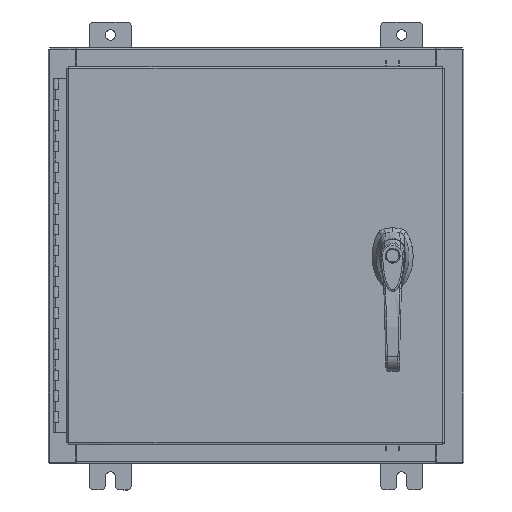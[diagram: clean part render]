
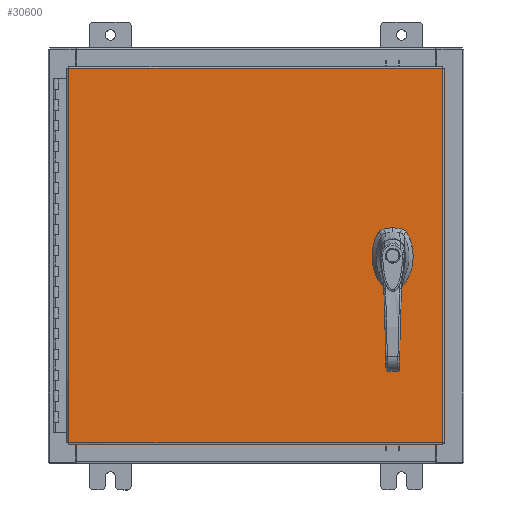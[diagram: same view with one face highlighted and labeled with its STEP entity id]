
A CAD part, top view. The second image highlights one B-rep face of the part: STEP entity #30600.
In plain terms, the highlighted planar face has unit normal (0, 0, 1).
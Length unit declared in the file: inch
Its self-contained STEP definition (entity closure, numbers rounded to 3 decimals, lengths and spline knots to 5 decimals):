
#334 = CARTESIAN_POINT ( 'NONE',  ( 6.981, 0., 0. ) ) ;
#1968 = ORIENTED_EDGE ( 'NONE', *, *, #52291, .T. ) ;
#2023 = CARTESIAN_POINT ( 'NONE',  ( -8.9903, 9.0063, 0. ) ) ;
#3158 = CARTESIAN_POINT ( 'NONE',  ( 6.981, 0.20023, 0. ) ) ;
#3424 = VERTEX_POINT ( 'NONE', #98886 ) ;
#4108 = CARTESIAN_POINT ( 'NONE',  ( -8.9903, -9.0063, 0. ) ) ;
#5330 = LINE ( 'NONE', #56675, #94991 ) ;
#5826 = ORIENTED_EDGE ( 'NONE', *, *, #54798, .F. ) ;
#6597 = VECTOR ( 'NONE', #96630, 39.37008 ) ;
#6649 = DIRECTION ( 'NONE',  ( -1., 0., 0. ) ) ;
#9364 = ORIENTED_EDGE ( 'NONE', *, *, #83464, .F. ) ;
#9683 = VECTOR ( 'NONE', #59285, 39.37008 ) ;
#11985 = FACE_OUTER_BOUND ( 'NONE', #41644, .T. ) ;
#12374 = LINE ( 'NONE', #334, #9683 ) ;
#12700 = CARTESIAN_POINT ( 'NONE',  ( 6.578, 0., 0. ) ) ;
#12840 = DIRECTION ( 'NONE',  ( -1., 0., 0. ) ) ;
#13243 = ORIENTED_EDGE ( 'NONE', *, *, #53082, .F. ) ;
#14739 = CIRCLE ( 'NONE', #27452, 0.1715 ) ;
#15311 = VERTEX_POINT ( 'NONE', #21937 ) ;
#17050 = CARTESIAN_POINT ( 'NONE',  ( -8.9903, 9.0063, 0. ) ) ;
#20212 = VECTOR ( 'NONE', #44425, 39.37008 ) ;
#21082 = CIRCLE ( 'NONE', #69172, 0.45 ) ;
#21223 = DIRECTION ( 'NONE',  ( 1., 0., 0. ) ) ;
#21279 = EDGE_CURVE ( 'NONE', #70450, #26679, #64938, .T. ) ;
#21375 = CARTESIAN_POINT ( 'NONE',  ( 6.578, 0., 0. ) ) ;
#21507 = DIRECTION ( 'NONE',  ( 1., 0., 0. ) ) ;
#21937 = CARTESIAN_POINT ( 'NONE',  ( 6.37777, 0.403, 0. ) ) ;
#25794 = VECTOR ( 'NONE', #108471, 39.37008 ) ;
#26679 = VERTEX_POINT ( 'NONE', #62128 ) ;
#27029 = DIRECTION ( 'NONE',  ( 0., 0., 1. ) ) ;
#27452 = AXIS2_PLACEMENT_3D ( 'NONE', #77409, #27029, #85878 ) ;
#28623 = CARTESIAN_POINT ( 'NONE',  ( 8.9903, 9.0063, 0. ) ) ;
#28885 = CARTESIAN_POINT ( 'NONE',  ( 6.37777, -0.403, 0. ) ) ;
#29139 = LINE ( 'NONE', #37680, #6597 ) ;
#29840 = DIRECTION ( 'NONE',  ( 1., 0., 0. ) ) ;
#30600 = ADVANCED_FACE ( 'NONE', ( #76467, #11985, #31768 ), #48699, .F. ) ;
#31034 = VERTEX_POINT ( 'NONE', #69237 ) ;
#31744 = CARTESIAN_POINT ( 'NONE',  ( 6.7495, -1.338, 0. ) ) ;
#31768 = FACE_BOUND ( 'NONE', #96273, .T. ) ;
#32691 = VECTOR ( 'NONE', #82820, 39.37008 ) ;
#32947 = VERTEX_POINT ( 'NONE', #3158 ) ;
#33564 = VERTEX_POINT ( 'NONE', #69001 ) ;
#35211 = VERTEX_POINT ( 'NONE', #72798 ) ;
#37076 = EDGE_CURVE ( 'NONE', #32947, #31034, #12374, .T. ) ;
#37242 = CARTESIAN_POINT ( 'NONE',  ( 6.175, -0.20023, 0. ) ) ;
#37680 = CARTESIAN_POINT ( 'NONE',  ( 8.9903, -9.0063, 0. ) ) ;
#37816 = EDGE_CURVE ( 'NONE', #32947, #67898, #90012, .T. ) ;
#37863 = ORIENTED_EDGE ( 'NONE', *, *, #41516, .F. ) ;
#38588 = CARTESIAN_POINT ( 'NONE',  ( 6.578, 0., 0. ) ) ;
#39330 = CIRCLE ( 'NONE', #51559, 0.45 ) ;
#39522 = ORIENTED_EDGE ( 'NONE', *, *, #79398, .T. ) ;
#39780 = DIRECTION ( 'NONE',  ( 0., -1., 0. ) ) ;
#40223 = CARTESIAN_POINT ( 'NONE',  ( 0., 0., 0. ) ) ;
#41516 = EDGE_CURVE ( 'NONE', #3424, #31034, #84280, .T. ) ;
#41644 = EDGE_LOOP ( 'NONE', ( #99346, #1968, #39522, #68256 ) ) ;
#44110 = DIRECTION ( 'NONE',  ( 0., 0., 1. ) ) ;
#44425 = DIRECTION ( 'NONE',  ( 0., -1., 0. ) ) ;
#46338 = EDGE_CURVE ( 'NONE', #26679, #33564, #100992, .T. ) ;
#47053 = DIRECTION ( 'NONE',  ( 1., 0., 0. ) ) ;
#48081 = VERTEX_POINT ( 'NONE', #37242 ) ;
#48699 = PLANE ( 'NONE',  #95672 ) ;
#49230 = CARTESIAN_POINT ( 'NONE',  ( 6.578, -1.338, 0. ) ) ;
#50136 = ORIENTED_EDGE ( 'NONE', *, *, #37816, .F. ) ;
#50234 = EDGE_CURVE ( 'NONE', #101601, #108523, #14739, .T. ) ;
#51559 = AXIS2_PLACEMENT_3D ( 'NONE', #21375, #80238, #29840 ) ;
#52078 = ORIENTED_EDGE ( 'NONE', *, *, #50234, .F. ) ;
#52291 = EDGE_CURVE ( 'NONE', #33564, #80975, #29139, .T. ) ;
#53082 = EDGE_CURVE ( 'NONE', #108523, #101601, #56597, .T. ) ;
#53422 = EDGE_CURVE ( 'NONE', #15311, #35211, #21082, .T. ) ;
#54798 = EDGE_CURVE ( 'NONE', #48081, #97082, #39330, .T. ) ;
#54805 = CARTESIAN_POINT ( 'NONE',  ( 0., 0.403, 0. ) ) ;
#56261 = ORIENTED_EDGE ( 'NONE', *, *, #97533, .F. ) ;
#56597 = CIRCLE ( 'NONE', #65598, 0.1715 ) ;
#56675 = CARTESIAN_POINT ( 'NONE',  ( 6.175, 0., 0. ) ) ;
#57115 = DIRECTION ( 'NONE',  ( 0., 0., -1. ) ) ;
#57571 = CARTESIAN_POINT ( 'NONE',  ( 0., -0.403, 0. ) ) ;
#57644 = LINE ( 'NONE', #91310, #32691 ) ;
#57664 = DIRECTION ( 'NONE',  ( 1., 0., 0. ) ) ;
#59285 = DIRECTION ( 'NONE',  ( 0., -1., 0. ) ) ;
#59343 = ORIENTED_EDGE ( 'NONE', *, *, #53422, .F. ) ;
#62128 = CARTESIAN_POINT ( 'NONE',  ( -8.9903, -9.0063, 0. ) ) ;
#64023 = ORIENTED_EDGE ( 'NONE', *, *, #75616, .F. ) ;
#64938 = LINE ( 'NONE', #2023, #20212 ) ;
#65598 = AXIS2_PLACEMENT_3D ( 'NONE', #49230, #108202, #57664 ) ;
#67898 = VERTEX_POINT ( 'NONE', #77535 ) ;
#68256 = ORIENTED_EDGE ( 'NONE', *, *, #21279, .T. ) ;
#69001 = CARTESIAN_POINT ( 'NONE',  ( 8.9903, -9.0063, 0. ) ) ;
#69172 = AXIS2_PLACEMENT_3D ( 'NONE', #12700, #71625, #21223 ) ;
#69237 = CARTESIAN_POINT ( 'NONE',  ( 6.981, -0.20023, 0. ) ) ;
#70450 = VERTEX_POINT ( 'NONE', #17050 ) ;
#70615 = LINE ( 'NONE', #57571, #25794 ) ;
#71049 = LINE ( 'NONE', #54805, #93427 ) ;
#71430 = AXIS2_PLACEMENT_3D ( 'NONE', #38588, #97547, #47053 ) ;
#71625 = DIRECTION ( 'NONE',  ( 0., 0., 1. ) ) ;
#71674 = CARTESIAN_POINT ( 'NONE',  ( 6.4065, -1.338, 0. ) ) ;
#72798 = CARTESIAN_POINT ( 'NONE',  ( 6.175, 0.20023, 0. ) ) ;
#75616 = EDGE_CURVE ( 'NONE', #35211, #48081, #5330, .T. ) ;
#76467 = FACE_BOUND ( 'NONE', #79646, .T. ) ;
#77409 = CARTESIAN_POINT ( 'NONE',  ( 6.578, -1.338, 0. ) ) ;
#77535 = CARTESIAN_POINT ( 'NONE',  ( 6.77823, 0.403, 0. ) ) ;
#79398 = EDGE_CURVE ( 'NONE', #80975, #70450, #57644, .T. ) ;
#79646 = EDGE_LOOP ( 'NONE', ( #13243, #52078 ) ) ;
#80238 = DIRECTION ( 'NONE',  ( 0., 0., 1. ) ) ;
#80975 = VERTEX_POINT ( 'NONE', #28623 ) ;
#82820 = DIRECTION ( 'NONE',  ( -1., 0., 0. ) ) ;
#83464 = EDGE_CURVE ( 'NONE', #97082, #3424, #70615, .T. ) ;
#84280 = CIRCLE ( 'NONE', #71430, 0.45 ) ;
#85878 = DIRECTION ( 'NONE',  ( 1., 0., 0. ) ) ;
#90012 = CIRCLE ( 'NONE', #95999, 0.45 ) ;
#91310 = CARTESIAN_POINT ( 'NONE',  ( 8.9903, 9.0063, 0. ) ) ;
#92237 = ORIENTED_EDGE ( 'NONE', *, *, #37076, .T. ) ;
#93427 = VECTOR ( 'NONE', #12840, 39.37008 ) ;
#94583 = CARTESIAN_POINT ( 'NONE',  ( 6.578, 0., 0. ) ) ;
#94991 = VECTOR ( 'NONE', #39780, 39.37008 ) ;
#95672 = AXIS2_PLACEMENT_3D ( 'NONE', #40223, #57115, #6649 ) ;
#95999 = AXIS2_PLACEMENT_3D ( 'NONE', #94583, #44110, #103123 ) ;
#96273 = EDGE_LOOP ( 'NONE', ( #92237, #37863, #9364, #5826, #64023, #59343, #56261, #50136 ) ) ;
#96630 = DIRECTION ( 'NONE',  ( 0., 1., 0. ) ) ;
#97082 = VERTEX_POINT ( 'NONE', #28885 ) ;
#97533 = EDGE_CURVE ( 'NONE', #67898, #15311, #71049, .T. ) ;
#97547 = DIRECTION ( 'NONE',  ( 0., 0., 1. ) ) ;
#98886 = CARTESIAN_POINT ( 'NONE',  ( 6.77823, -0.403, 0. ) ) ;
#99346 = ORIENTED_EDGE ( 'NONE', *, *, #46338, .T. ) ;
#100992 = LINE ( 'NONE', #4108, #103664 ) ;
#101601 = VERTEX_POINT ( 'NONE', #71674 ) ;
#103123 = DIRECTION ( 'NONE',  ( 1., 0., 0. ) ) ;
#103664 = VECTOR ( 'NONE', #21507, 39.37008 ) ;
#108202 = DIRECTION ( 'NONE',  ( 0., 0., 1. ) ) ;
#108471 = DIRECTION ( 'NONE',  ( 1., 0., 0. ) ) ;
#108523 = VERTEX_POINT ( 'NONE', #31744 ) ;
